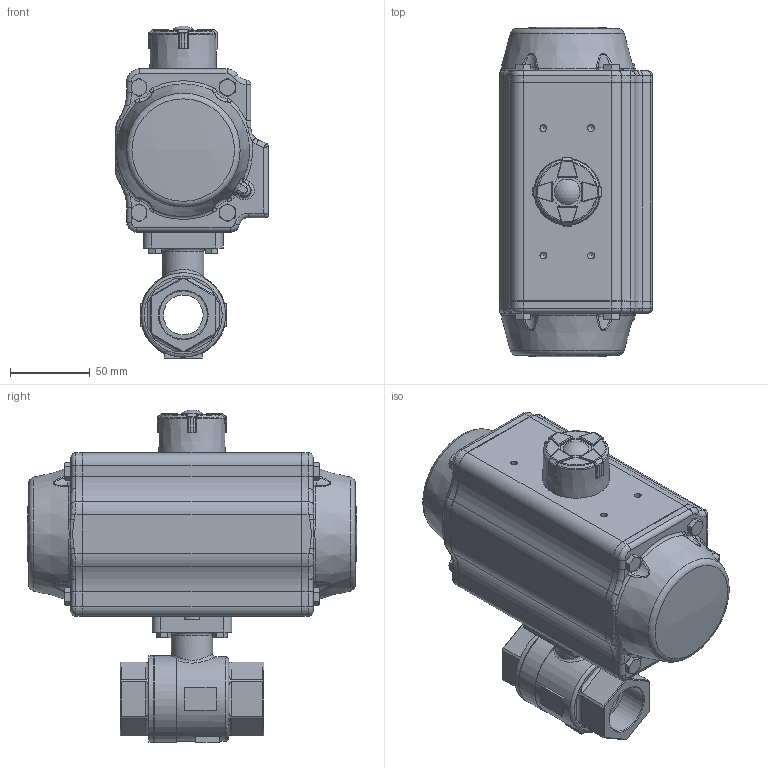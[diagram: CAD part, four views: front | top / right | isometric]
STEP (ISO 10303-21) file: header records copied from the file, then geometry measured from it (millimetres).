
FILE_DESCRIPTION(/* description */ ('Unknown','CAx-IF Rec.Pracs.---Representation and Presentation of Product Manufacturing Information (PMI)---4.0---2014-10-13','CAx-IF Rec.Pracs.---3D Tessellated Geometry---0.4---2014-09-14','2;1'),/* implementation_level */ '2;1');
FILE_NAME(/* name */ 'FR03 9768-06',/* time_stamp */ '2023-11-23T10:18:35+01:00',/* author */ ('Unknown'),/* organization */ ('Unknown'),/* preprocessor_version */ 'ST-DEVELOPER v18.102',/* originating_system */ 'Solid Edge',/* authorisation */ 'Unknown');
FILE_SCHEMA (('AP242_MANAGED_MODEL_BASED_3D_ENGINEERING_MIM_LF { 1 0 10303 442 1 1 4 }'));
Length unit declared in the file: millimetre
Products named in the file (11): FR52-8.550.025; 8.550.025; DIN558 M5x14; DW04_FR03_(DW70_FR52); ____; ________(___________; _____________; ______; hex head bolts-full thread grade c gb_GB_FASTENER_BOLT_HHBFTC M6X20-N; cup head nib bolts with large head gb_GB_FASTENER_BOLT_CHNBW M6X25-N; KP-75
Assembly tree (22 placements, depth 4):
  FR52-8.550.025
    8.550.025
    DIN558 M5x14  x4
    DW04_FR03_(DW70_FR52)
      ____
        ________(___________  x2
        _____________  x2
        ______
      hex head bolts-full thread grade c gb_GB_FASTENER_BOLT_HHBFTC M6X20-N  x8
      cup head nib bolts with large head gb_GB_FASTENER_BOLT_CHNBW M6X25-N
      KP-75
Bounding box: 96 x 206.95 x 208.41 mm (x, y, z)
Volume: 1731379.6 mm3; surface area: 144935.8 mm2
Topology: 20 solids, 20 shells, 1098 faces, 2620 edges, 1589 vertices
Faces by surface type: plane 394, cylinder 322, cone 137, bspline 133, torus 95, sphere 17
Full cylindrical faces by diameter (mm): 3 x18, 3.3 x8, 4.2 x8, 4.66 x1, 5 x17, 6 x9, 6.2 x1, 6.8 x4, 8.8 x2, 14 x1, 21.8 x1, 23 x1, 24.6 x1, 25 x1, 26 x1, 30.291 x2, 32 x2, 38.5 x1, 53 x2, 54 x2
Entity records: 28343 total; most frequent: CARTESIAN_POINT 9612, DIRECTION 3664, ORIENTED_EDGE 3500, EDGE_CURVE 1750, AXIS2_PLACEMENT_3D 1445, VERTEX_POINT 1153, FACE_BOUND 979, EDGE_LOOP 952
